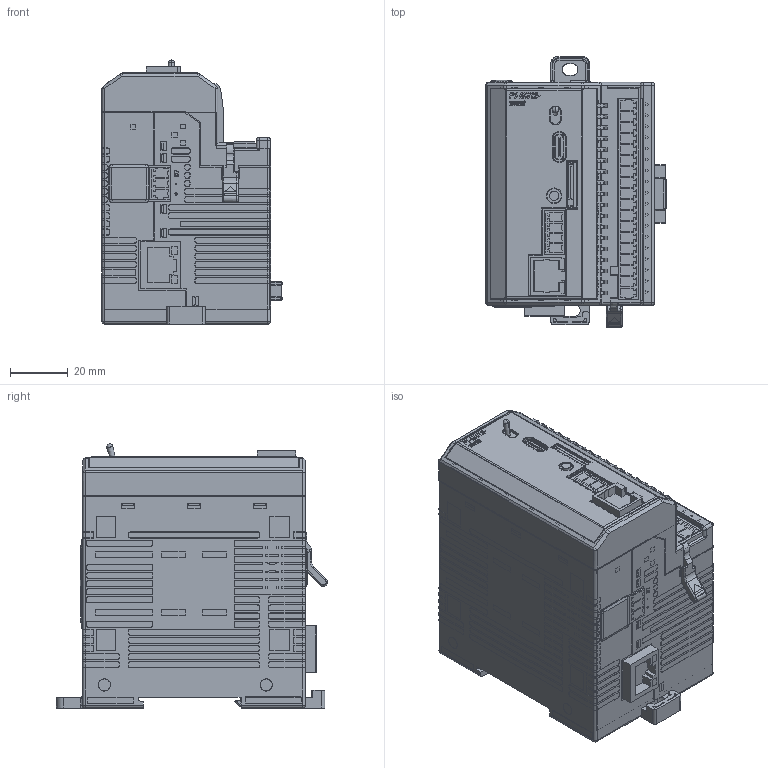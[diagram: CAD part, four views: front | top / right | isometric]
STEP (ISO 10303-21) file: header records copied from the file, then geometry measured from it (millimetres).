
FILE_DESCRIPTION (( 'STEP AP214' ), '1' );
FILE_NAME ('P1-M412-12DRS.STEP', '2025-05-28T11:46:36', ( '' ), ( '' ), 'SwSTEP 2.0', 'SolidWorks 2024', '' );
FILE_SCHEMA (( 'AUTOMOTIVE_DESIGN' ));
Length unit declared in the file: inch
Products named in the file (1): P1-M412-12DRS
Bounding box: 62.27 x 93.64 x 91.26 mm (x, y, z)
Volume: 34404.2 mm3; surface area: 67769.3 mm2
Topology: 24 solids, 28 shells, 3661 faces, 9647 edges, 6182 vertices
Faces by surface type: plane 2093, cylinder 895, bspline 630, cone 43
Entity records: 126469 total; most frequent: CARTESIAN_POINT 39099, ORIENTED_EDGE 19190, DIRECTION 16553, EDGE_CURVE 9595, LINE 6335, VECTOR 6335, VERTEX_POINT 6182, AXIS2_PLACEMENT_3D 5109
